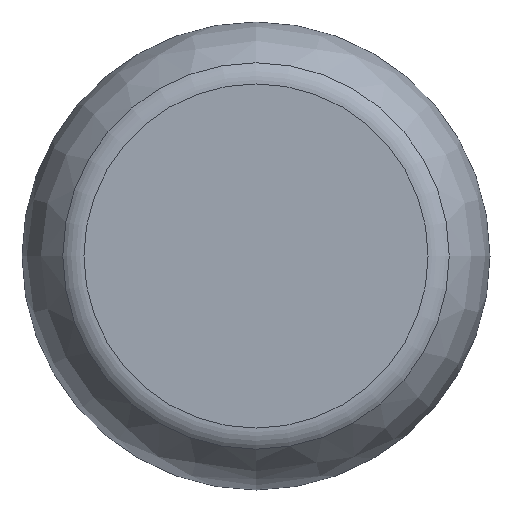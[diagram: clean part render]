
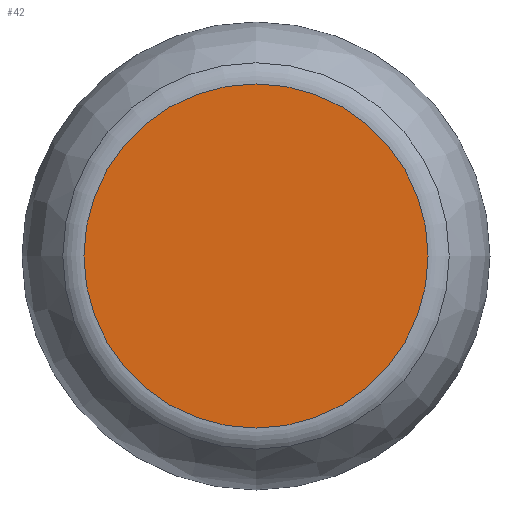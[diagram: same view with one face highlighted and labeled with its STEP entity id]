
A CAD part, front view. The second image highlights one B-rep face of the part: STEP entity #42.
In plain terms, the highlighted planar face has unit normal (0, -1, 0).
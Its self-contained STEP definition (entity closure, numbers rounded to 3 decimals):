
#42 = ADVANCED_FACE( '', ( #87 ), #88, .F. );
#87 = FACE_OUTER_BOUND( '', #166, .T. );
#88 = PLANE( '', #167 );
#166 = EDGE_LOOP( '', ( #210 ) );
#167 = AXIS2_PLACEMENT_3D( '', #211, #212, #213 );
#210 = ORIENTED_EDGE( '', *, *, #254, .T. );
#211 = CARTESIAN_POINT( '', ( 2.895, 0., 0. ) );
#212 = DIRECTION( '', ( 0., 1., 0. ) );
#213 = DIRECTION( '', ( 0., 0., 1. ) );
#254 = EDGE_CURVE( '', #279, #279, #280, .T. );
#279 = VERTEX_POINT( '', #307 );
#280 = CIRCLE( '', #308, 2.895 );
#307 = CARTESIAN_POINT( '', ( 0., 0., -2.895 ) );
#308 = AXIS2_PLACEMENT_3D( '', #336, #337, #338 );
#336 = CARTESIAN_POINT( '', ( 0., 0., 0. ) );
#337 = DIRECTION( '', ( 0., -1., 0. ) );
#338 = DIRECTION( '', ( 0., 0., -1. ) );
